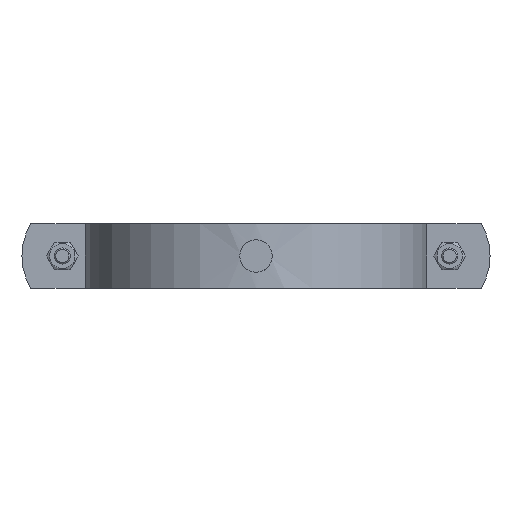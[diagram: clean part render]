
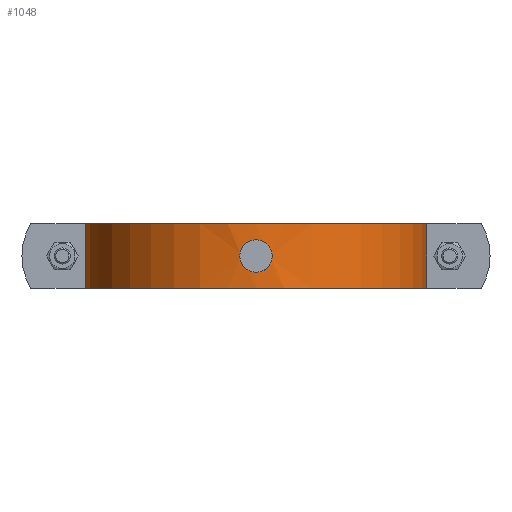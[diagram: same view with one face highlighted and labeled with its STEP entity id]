
A CAD part, front view. The second image highlights one B-rep face of the part: STEP entity #1048.
In plain terms, the highlighted cylindrical face has radius 106 mm (diameter 212 mm), a partial arc.
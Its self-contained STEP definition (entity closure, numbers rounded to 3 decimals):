
#588=CARTESIAN_POINT('',(10.0,105.527,0.));
#589=VERTEX_POINT('',#588);
#590=CARTESIAN_POINT('',(10.0,105.527,0.));
#591=CARTESIAN_POINT('',(10.0,105.527,0.936));
#592=CARTESIAN_POINT('',(9.864,105.54,1.918));
#593=CARTESIAN_POINT('',(9.58,105.566,2.867));
#594=CARTESIAN_POINT('',(9.293,105.592,3.826));
#595=CARTESIAN_POINT('',(8.855,105.631,4.751));
#596=CARTESIAN_POINT('',(8.302,105.674,5.574));
#597=CARTESIAN_POINT('',(8.054,105.694,5.943));
#598=CARTESIAN_POINT('',(7.784,105.714,6.293));
#599=CARTESIAN_POINT('',(7.497,105.735,6.617));
#600=CARTESIAN_POINT('',(7.212,105.755,6.941));
#601=CARTESIAN_POINT('',(6.915,105.775,7.237));
#602=CARTESIAN_POINT('',(6.59,105.795,7.521));
#603=CARTESIAN_POINT('',(5.871,105.84,8.151));
#604=CARTESIAN_POINT('',(5.031,105.884,8.699));
#605=CARTESIAN_POINT('',(4.125,105.92,9.109));
#606=CARTESIAN_POINT('',(3.221,105.955,9.519));
#607=CARTESIAN_POINT('',(2.252,105.98,9.791));
#608=CARTESIAN_POINT('',(1.29,105.992,9.916));
#609=CARTESIAN_POINT('',(0.881,105.997,9.97));
#610=CARTESIAN_POINT('',(0.473,106.,9.997));
#611=CARTESIAN_POINT('',(0.074,106.,10.));
#612=CARTESIAN_POINT('',(-0.255,106.,10.002));
#613=CARTESIAN_POINT('',(-0.586,105.999,9.989));
#614=CARTESIAN_POINT('',(-0.921,105.996,9.957));
#615=CARTESIAN_POINT('',(-1.887,105.988,9.868));
#616=CARTESIAN_POINT('',(-2.873,105.965,9.631));
#617=CARTESIAN_POINT('',(-3.799,105.932,9.25));
#618=CARTESIAN_POINT('',(-4.652,105.901,8.9));
#619=CARTESIAN_POINT('',(-5.457,105.862,8.428));
#620=CARTESIAN_POINT('',(-6.164,105.821,7.874));
#621=CARTESIAN_POINT('',(-6.444,105.804,7.656));
#622=CARTESIAN_POINT('',(-6.708,105.788,7.424));
#623=CARTESIAN_POINT('',(-6.956,105.772,7.185));
#624=CARTESIAN_POINT('',(-7.17,105.757,6.977));
#625=CARTESIAN_POINT('',(-7.375,105.743,6.76));
#626=CARTESIAN_POINT('',(-7.574,105.729,6.53));
#627=CARTESIAN_POINT('',(-8.206,105.684,5.797));
#628=CARTESIAN_POINT('',(-8.752,105.639,4.941));
#629=CARTESIAN_POINT('',(-9.156,105.604,4.021));
#630=CARTESIAN_POINT('',(-9.459,105.578,3.331));
#631=CARTESIAN_POINT('',(-9.684,105.557,2.604));
#632=CARTESIAN_POINT('',(-9.823,105.544,1.872));
#633=CARTESIAN_POINT('',(-9.93,105.534,1.311));
#634=CARTESIAN_POINT('',(-9.987,105.528,0.747));
#635=CARTESIAN_POINT('',(-9.998,105.527,0.197));
#636=CARTESIAN_POINT('',(-10.004,105.527,-0.116));
#637=CARTESIAN_POINT('',(-9.996,105.528,-0.429));
#638=CARTESIAN_POINT('',(-9.972,105.53,-0.747));
#639=CARTESIAN_POINT('',(-9.9,105.537,-1.706));
#640=CARTESIAN_POINT('',(-9.683,105.557,-2.691));
#641=CARTESIAN_POINT('',(-9.321,105.589,-3.621));
#642=CARTESIAN_POINT('',(-8.96,105.621,-4.552));
#643=CARTESIAN_POINT('',(-8.454,105.664,-5.429));
#644=CARTESIAN_POINT('',(-7.852,105.709,-6.193));
#645=CARTESIAN_POINT('',(-7.615,105.726,-6.493));
#646=CARTESIAN_POINT('',(-7.364,105.744,-6.775));
#647=CARTESIAN_POINT('',(-7.104,105.762,-7.038));
#648=CARTESIAN_POINT('',(-6.879,105.777,-7.265));
#649=CARTESIAN_POINT('',(-6.641,105.792,-7.483));
#650=CARTESIAN_POINT('',(-6.389,105.807,-7.693));
#651=CARTESIAN_POINT('',(-5.644,105.852,-8.312));
#652=CARTESIAN_POINT('',(-4.778,105.896,-8.841));
#653=CARTESIAN_POINT('',(-3.854,105.93,-9.228));
#654=CARTESIAN_POINT('',(-3.084,105.958,-9.549));
#655=CARTESIAN_POINT('',(-2.272,105.979,-9.773));
#656=CARTESIAN_POINT('',(-1.463,105.99,-9.892));
#657=CARTESIAN_POINT('',(-1.072,105.995,-9.95));
#658=CARTESIAN_POINT('',(-0.683,105.998,-9.984));
#659=CARTESIAN_POINT('',(-0.3,106.,-9.996));
#660=CARTESIAN_POINT('',(0.019,106.,-10.005));
#661=CARTESIAN_POINT('',(0.335,106.,-10.));
#662=CARTESIAN_POINT('',(0.657,105.998,-9.978));
#663=CARTESIAN_POINT('',(1.613,105.992,-9.915));
#664=CARTESIAN_POINT('',(2.597,105.972,-9.708));
#665=CARTESIAN_POINT('',(3.529,105.941,-9.357));
#666=CARTESIAN_POINT('',(4.49,105.909,-8.994));
#667=CARTESIAN_POINT('',(5.398,105.865,-8.477));
#668=CARTESIAN_POINT('',(6.184,105.819,-7.858));
#669=CARTESIAN_POINT('',(6.478,105.802,-7.627));
#670=CARTESIAN_POINT('',(6.755,105.785,-7.383));
#671=CARTESIAN_POINT('',(7.013,105.768,-7.129));
#672=CARTESIAN_POINT('',(7.252,105.752,-6.893));
#673=CARTESIAN_POINT('',(7.481,105.736,-6.644));
#674=CARTESIAN_POINT('',(7.701,105.72,-6.38));
#675=CARTESIAN_POINT('',(8.317,105.675,-5.636));
#676=CARTESIAN_POINT('',(8.844,105.631,-4.774));
#677=CARTESIAN_POINT('',(9.228,105.598,-3.853));
#678=CARTESIAN_POINT('',(9.611,105.564,-2.936));
#679=CARTESIAN_POINT('',(9.853,105.541,-1.96));
#680=CARTESIAN_POINT('',(9.95,105.532,-1.001));
#681=CARTESIAN_POINT('',(9.984,105.529,-0.664));
#682=CARTESIAN_POINT('',(10.,105.527,-0.329));
#683=CARTESIAN_POINT('',(10.,105.527,0.0));
#684=B_SPLINE_CURVE_WITH_KNOTS('',3,(#590,#591,#592,#593,#594,#595,#596,#597,#598,#599,#600,#601,#602,#603,#604,#605,#606,#607,#608,#609,#610,#611,#612,#613,#614,#615,#616,#617,#618,#619,#620,#621,#622,#623,#624,#625,#626,#627,#628,#629,#630,#631,#632,#633,#634,#635,#636,#637,#638,#639,#640,#641,#642,#643,#644,#645,#646,#647,#648,#649,#650,#651,#652,#653,#654,#655,#656,#657,#658,#659,#660,#661,#662,#663,#664,#665,#666,#667,#668,#669,#670,#671,#672,#673,#674,#675,#676,#677,#678,#679,#680,#681,#682,#683),.UNSPECIFIED.,.T.,.U.,(4,3,3,3,3,3,3,3,3,3,3,3,3,3,3,3,3,3,3,3,3,3,3,3,3,3,3,3,3,3,3,4),(0.0,0.281,0.565,0.692,0.819,1.1,1.381,1.5,1.599,1.882,2.142,2.245,2.335,2.619,2.832,2.996,3.089,3.371,3.654,3.765,3.86,4.144,4.379,4.493,4.588,4.87,5.16,5.269,5.369,5.651,5.932,6.031),.UNSPECIFIED.);
#685=EDGE_CURVE('',#589,#589,#684,.T.);
#866=CARTESIAN_POINT('',(105.698,8.0,20.0));
#867=VERTEX_POINT('',#866);
#874=CARTESIAN_POINT('',(-105.698,8.0,20.0));
#875=VERTEX_POINT('',#874);
#876=CARTESIAN_POINT('',(0.0,0.0,20.0));
#877=DIRECTION('',(0.0,0.0,-1.));
#878=DIRECTION('',(-0.997,-0.075,0.0));
#879=AXIS2_PLACEMENT_3D('',#876,#877,#878);
#880=CIRCLE('',#879,106.0);
#881=EDGE_CURVE('',#875,#867,#880,.T.);
#921=CARTESIAN_POINT('',(105.698,8.0,-20.0));
#922=VERTEX_POINT('',#921);
#929=CARTESIAN_POINT('',(105.698,8.0,20.0));
#930=DIRECTION('',(0.0,0.0,-1.0));
#931=VECTOR('',#930,40.0);
#932=LINE('',#929,#931);
#933=EDGE_CURVE('',#867,#922,#932,.T.);
#1010=CARTESIAN_POINT('',(-105.698,8.0,-20.0));
#1011=VERTEX_POINT('',#1010);
#1018=CARTESIAN_POINT('',(0.0,0.0,-20.0));
#1019=DIRECTION('',(0.0,0.0,1.));
#1020=DIRECTION('',(-0.997,-0.075,0.0));
#1021=AXIS2_PLACEMENT_3D('',#1018,#1019,#1020);
#1022=CIRCLE('',#1021,106.0);
#1023=EDGE_CURVE('',#922,#1011,#1022,.T.);
#1029=CARTESIAN_POINT('',(0.0,0.0,0.0));
#1030=DIRECTION('',(0.0,0.0,1.0));
#1031=DIRECTION('',(-0.997,-0.075,0.0));
#1032=AXIS2_PLACEMENT_3D('',#1029,#1030,#1031);
#1033=CYLINDRICAL_SURFACE('',#1032,106.);
#1034=ORIENTED_EDGE('',*,*,#881,.T.);
#1035=ORIENTED_EDGE('',*,*,#933,.T.);
#1036=ORIENTED_EDGE('',*,*,#1023,.T.);
#1037=CARTESIAN_POINT('',(-105.698,8.0,20.0));
#1038=DIRECTION('',(0.0,0.0,-1.0));
#1039=VECTOR('',#1038,40.0);
#1040=LINE('',#1037,#1039);
#1041=EDGE_CURVE('',#875,#1011,#1040,.T.);
#1042=ORIENTED_EDGE('',*,*,#1041,.F.);
#1043=EDGE_LOOP('',(#1034,#1035,#1036,#1042));
#1044=FACE_OUTER_BOUND('',#1043,.T.);
#1045=ORIENTED_EDGE('',*,*,#685,.T.);
#1046=EDGE_LOOP('',(#1045));
#1047=FACE_BOUND('',#1046,.T.);
#1048=ADVANCED_FACE('',(#1044,#1047),#1033,.T.);
